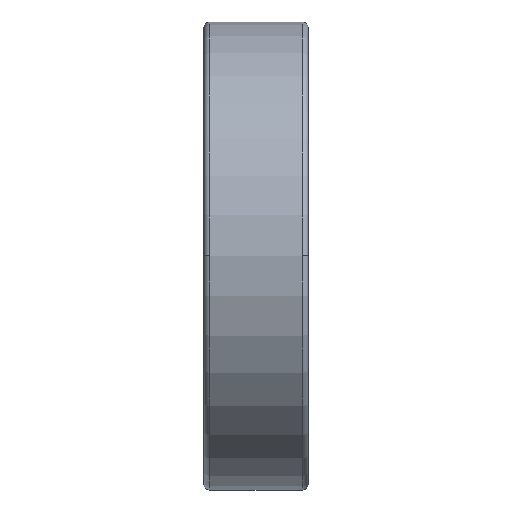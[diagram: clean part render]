
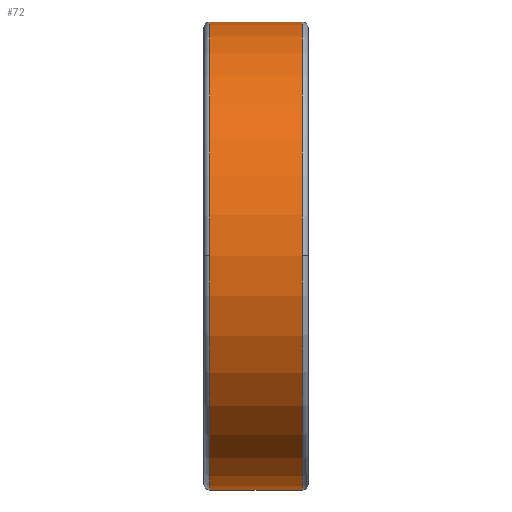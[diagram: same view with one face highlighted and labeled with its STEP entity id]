
A CAD part, top view. The second image highlights one B-rep face of the part: STEP entity #72.
In plain terms, the highlighted cylindrical face has radius 42.5 mm (diameter 85 mm), a partial arc.
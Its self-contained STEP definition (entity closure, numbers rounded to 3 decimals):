
#72=ADVANCED_FACE('',(#239),#240,.T.);
#239=FACE_OUTER_BOUND('',#639,.T.);
#240=CYLINDRICAL_SURFACE('',#640,42.5);
#639=EDGE_LOOP('',(#1053,#1054,#1055,#1056,#1057,#1058));
#640=AXIS2_PLACEMENT_3D('',#1059,#1060,#1061);
#1053=ORIENTED_EDGE('',*,*,#2231,.F.);
#1054=ORIENTED_EDGE('',*,*,#2232,.T.);
#1055=ORIENTED_EDGE('',*,*,#2233,.T.);
#1056=ORIENTED_EDGE('',*,*,#2234,.F.);
#1057=ORIENTED_EDGE('',*,*,#2235,.F.);
#1058=ORIENTED_EDGE('',*,*,#2227,.F.);
#1059=CARTESIAN_POINT('',(9.5,0.0,0.0));
#1060=DIRECTION('',(1.0,0.0,0.0));
#1061=DIRECTION('',(0.0,1.0,0.0));
#2227=EDGE_CURVE('',#2580,#2582,#2583,.T.);
#2231=EDGE_CURVE('',#2589,#2580,#2590,.T.);
#2232=EDGE_CURVE('',#2589,#2591,#2592,.T.);
#2233=EDGE_CURVE('',#2591,#2593,#2594,.T.);
#2234=EDGE_CURVE('',#2595,#2593,#2596,.T.);
#2235=EDGE_CURVE('',#2582,#2595,#2597,.T.);
#2580=VERTEX_POINT('',#3180);
#2582=VERTEX_POINT('',#3182);
#2583=CIRCLE('',#3183,42.5);
#2589=VERTEX_POINT('',#3189);
#2590=LINE('',#3190,#3191);
#2591=VERTEX_POINT('',#3192);
#2592=CIRCLE('',#3193,42.5);
#2593=VERTEX_POINT('',#3194);
#2594=CIRCLE('',#3195,42.5);
#2595=VERTEX_POINT('',#3196);
#2596=LINE('',#3197,#3198);
#2597=CIRCLE('',#3199,42.5);
#3180=CARTESIAN_POINT('',(17.9,42.5,0.0));
#3182=CARTESIAN_POINT('',(17.9,0.,42.5));
#3183=AXIS2_PLACEMENT_3D('',#6111,#6112,#6113);
#3189=CARTESIAN_POINT('',(1.1,42.5,0.0));
#3190=CARTESIAN_POINT('',(9.5,42.5,0.));
#3191=VECTOR('',#6123,1.0);
#3192=CARTESIAN_POINT('',(1.1,0.,42.5));
#3193=AXIS2_PLACEMENT_3D('',#6124,#6125,#6126);
#3194=CARTESIAN_POINT('',(1.1,-42.5,0.));
#3195=AXIS2_PLACEMENT_3D('',#6127,#6128,#6129);
#3196=CARTESIAN_POINT('',(17.9,-42.5,0.));
#3197=CARTESIAN_POINT('',(9.5,-42.5,0.));
#3198=VECTOR('',#6130,1.0);
#3199=AXIS2_PLACEMENT_3D('',#6131,#6132,#6133);
#6111=CARTESIAN_POINT('',(17.9,0.0,0.0));
#6112=DIRECTION('',(1.0,0.0,0.0));
#6113=DIRECTION('',(0.0,1.0,0.0));
#6123=DIRECTION('',(1.0,0.0,0.0));
#6124=CARTESIAN_POINT('',(1.1,0.0,0.0));
#6125=DIRECTION('',(1.0,0.0,0.0));
#6126=DIRECTION('',(0.0,1.0,0.0));
#6127=CARTESIAN_POINT('',(1.1,0.0,0.0));
#6128=DIRECTION('',(1.0,0.0,0.0));
#6129=DIRECTION('',(0.0,1.0,0.0));
#6130=DIRECTION('',(-1.0,-0.0,-0.0));
#6131=CARTESIAN_POINT('',(17.9,0.0,0.0));
#6132=DIRECTION('',(1.0,0.0,0.0));
#6133=DIRECTION('',(0.0,1.0,0.0));
